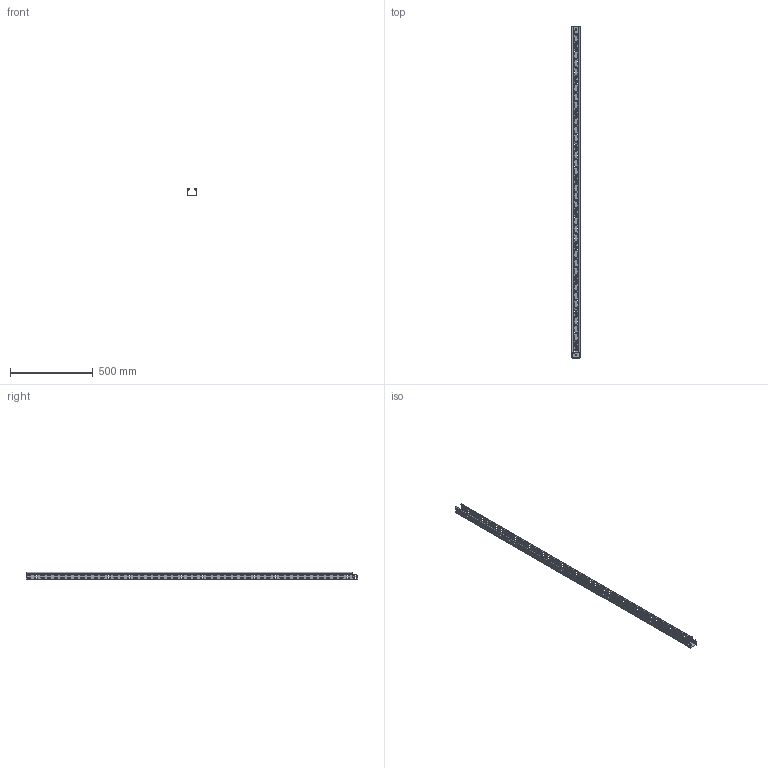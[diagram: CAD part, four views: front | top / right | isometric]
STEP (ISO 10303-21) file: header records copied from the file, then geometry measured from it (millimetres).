
FILE_DESCRIPTION(/* description */ (''),/* implementation_level */ '2;1');
FILE_NAME(/* name */ 'KGL_KCL50H42_2.stp',/* time_stamp */ '2020-03-24T14:57:20+01:00',/* author */ ('stanislaw.luczak'),/* organization */ (''),/* preprocessor_version */ 'ST-DEVELOPER v18',/* originating_system */ 'Autodesk Inventor 2020',/* authorisation */ '');
FILE_SCHEMA (('AUTOMOTIVE_DESIGN { 1 0 10303 214 3 1 1 }'));
Products named in the file (1): KGL_KCL50H42_2
Bounding box: 51.4 x 2000 x 42.69 mm (x, y, z)
Volume: 177116.5 mm3; surface area: 521886.8 mm2
Topology: 1 solids, 1 shells, 2006 faces, 5714 edges, 3774 vertices
Faces by surface type: plane 1141, cylinder 857, torus 6, bspline 2
Full cylindrical faces by diameter (mm): 8.5 x39
Entity records: 66881 total; most frequent: CARTESIAN_POINT 11511, DIRECTION 11442, ORIENTED_EDGE 11428, EDGE_CURVE 5714, LINE 3996, VECTOR 3996, VERTEX_POINT 3774, AXIS2_PLACEMENT_3D 3723
